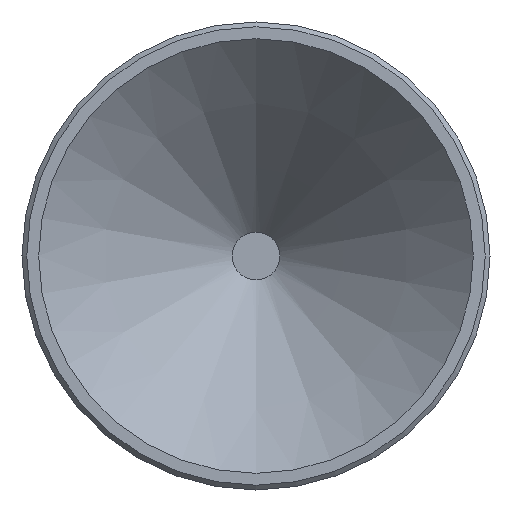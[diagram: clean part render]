
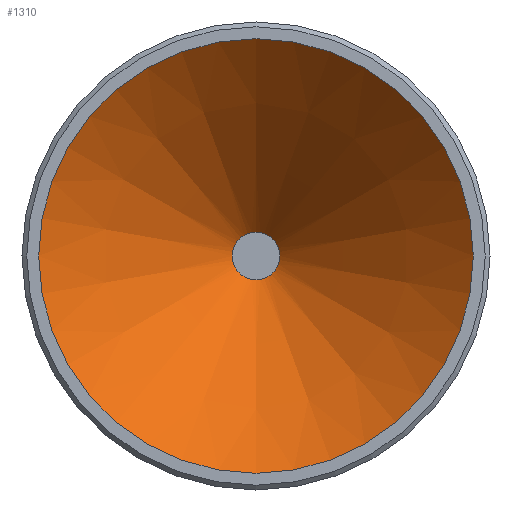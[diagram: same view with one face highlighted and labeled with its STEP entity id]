
A CAD part, left-side view. The second image highlights one B-rep face of the part: STEP entity #1310.
In plain terms, the highlighted conical face has half-angle 45 degrees and reference radius 0.127 mm.
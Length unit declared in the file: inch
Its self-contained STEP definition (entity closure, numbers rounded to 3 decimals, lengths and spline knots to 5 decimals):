
#153 = EDGE_CURVE ( 'NONE', #789, #789, #422, .T. ) ;
#173 = VERTEX_POINT ( 'NONE', #704 ) ;
#300 = DIRECTION ( 'NONE',  ( 0., 0., 1. ) ) ;
#309 = CARTESIAN_POINT ( 'NONE',  ( -0.2695, 0., 0. ) ) ;
#312 = DIRECTION ( 'NONE',  ( -1., 0., 0. ) ) ;
#389 = FACE_OUTER_BOUND ( 'NONE', #631, .T. ) ;
#419 = CARTESIAN_POINT ( 'NONE',  ( -0.2695, 0., 0. ) ) ;
#422 = CIRCLE ( 'NONE', #1172, 0.005 ) ;
#469 = EDGE_LOOP ( 'NONE', ( #1125 ) ) ;
#480 = EDGE_CURVE ( 'NONE', #173, #173, #1240, .T. ) ;
#489 = DIRECTION ( 'NONE',  ( -1., 0., 0. ) ) ;
#513 = FACE_BOUND ( 'NONE', #469, .T. ) ;
#537 = ORIENTED_EDGE ( 'NONE', *, *, #480, .T. ) ;
#619 = DIRECTION ( 'NONE',  ( 0., 0., 1. ) ) ;
#631 = EDGE_LOOP ( 'NONE', ( #537 ) ) ;
#704 = CARTESIAN_POINT ( 'NONE',  ( -0.31, 0., 0.0455 ) ) ;
#705 = CARTESIAN_POINT ( 'NONE',  ( -0.31, 0., 0. ) ) ;
#762 = AXIS2_PLACEMENT_3D ( 'NONE', #309, #916, #1321 ) ;
#789 = VERTEX_POINT ( 'NONE', #1230 ) ;
#912 = AXIS2_PLACEMENT_3D ( 'NONE', #705, #489, #619 ) ;
#916 = DIRECTION ( 'NONE',  ( -1., 0., 0. ) ) ;
#1125 = ORIENTED_EDGE ( 'NONE', *, *, #153, .F. ) ;
#1172 = AXIS2_PLACEMENT_3D ( 'NONE', #419, #312, #300 ) ;
#1230 = CARTESIAN_POINT ( 'NONE',  ( -0.2695, 0., 0.005 ) ) ;
#1240 = CIRCLE ( 'NONE', #912, 0.0455 ) ;
#1262 = CONICAL_SURFACE ( 'NONE', #762, 0.005, 0.785 ) ;
#1310 = ADVANCED_FACE ( 'NONE', ( #389, #513 ), #1262, .F. ) ;
#1321 = DIRECTION ( 'NONE',  ( 0., 0., 1. ) ) ;
